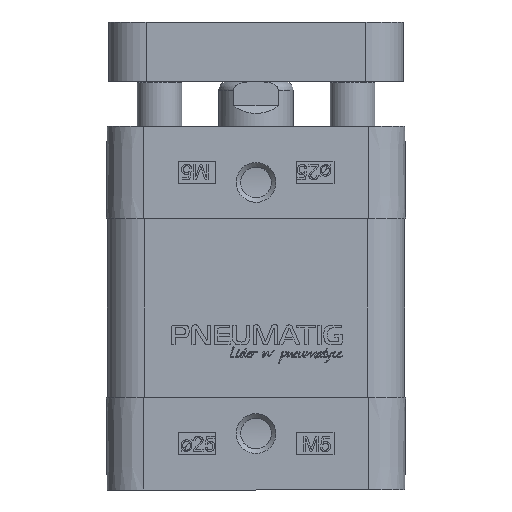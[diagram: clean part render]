
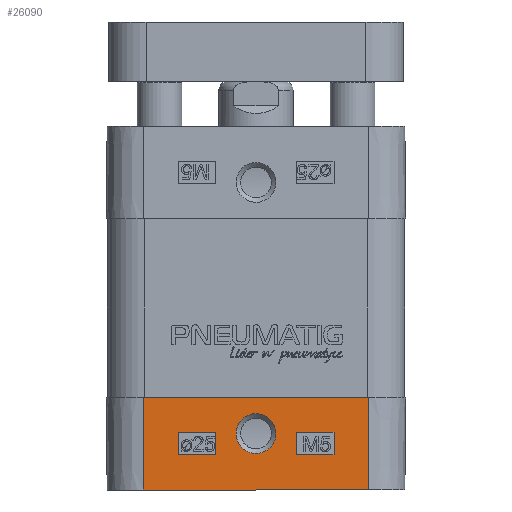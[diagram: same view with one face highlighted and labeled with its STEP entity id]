
A CAD part, left-side view. The second image highlights one B-rep face of the part: STEP entity #26090.
In plain terms, the highlighted planar face has unit normal (-1, 0, -0.009).
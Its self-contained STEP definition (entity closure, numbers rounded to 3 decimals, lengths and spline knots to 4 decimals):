
#1044=LINE($,#34764,#3069);
#1047=LINE($,#34770,#3072);
#1050=LINE($,#34776,#3075);
#1053=LINE($,#34780,#3078);
#1055=LINE($,#34786,#3080);
#1057=LINE($,#34790,#3082);
#1059=LINE($,#34794,#3084);
#1061=LINE($,#34797,#3086);
#1063=LINE($,#34911,#3088);
#1064=LINE($,#34913,#3089);
#1065=LINE($,#34915,#3090);
#1066=LINE($,#34916,#3091);
#3069=VECTOR($,#29387,0.3);
#3072=VECTOR($,#29392,0.5);
#3075=VECTOR($,#29397,0.3);
#3078=VECTOR($,#29402,0.5);
#3080=VECTOR($,#29408,0.3);
#3082=VECTOR($,#29412,0.5);
#3084=VECTOR($,#29416,0.3);
#3086=VECTOR($,#29420,0.5);
#3088=VECTOR($,#29428,3.03);
#3089=VECTOR($,#29429,1.25);
#3090=VECTOR($,#29430,3.03);
#3091=VECTOR($,#29431,1.25);
#4930=B_SPLINE_CURVE_WITH_KNOTS($,3,(#34864,#34865,#34866,#34867,#34868,
#34869,#34870,#34871,#34872,#34873,#34874,#34875,#34876,#34877,#34878,#34879,
#34880,#34881,#34882,#34883,#34884,#34885,#34886,#34887,#34888,#34889,#34890,
#34891,#34892,#34893,#34894,#34895,#34896,#34897,#34898,#34899,#34900,#34901,
#34902,#34903,#34904,#34905,#34906),.UNSPECIFIED.,.T.,.F.,(4,3,3,3,3,3,
3,3,3,3,3,3,3,3,4),(0.,0.1199,0.2751,0.4271,
0.6322,0.7377,0.9144,0.9848,
1.124,1.3056,1.51,1.6038,1.769,
1.8426,1.9625),.UNSPECIFIED.);
#6680=PLANE($,#27669);
#7146=FACE_BOUND($,#9114,.T.);
#7147=FACE_BOUND($,#9115,.T.);
#7148=FACE_BOUND($,#9116,.T.);
#7542=FACE_OUTER_BOUND($,#9113,.T.);
#9113=EDGE_LOOP($,(#18720,#18721,#18722,#18723));
#9114=EDGE_LOOP($,(#18724,#18725,#18726,#18727));
#9115=EDGE_LOOP($,(#18728,#18729,#18730,#18731));
#9116=EDGE_LOOP($,(#18732));
#11439=VERTEX_POINT($,#34761);
#11440=VERTEX_POINT($,#34763);
#11442=VERTEX_POINT($,#34769);
#11444=VERTEX_POINT($,#34775);
#11445=VERTEX_POINT($,#34783);
#11446=VERTEX_POINT($,#34785);
#11447=VERTEX_POINT($,#34789);
#11448=VERTEX_POINT($,#34793);
#11449=VERTEX_POINT($,#34839);
#11451=VERTEX_POINT($,#34909);
#11452=VERTEX_POINT($,#34910);
#11453=VERTEX_POINT($,#34912);
#11454=VERTEX_POINT($,#34914);
#14271=EDGE_CURVE($,#11440,#11439,#1044,.T.);
#14274=EDGE_CURVE($,#11442,#11440,#1047,.T.);
#14277=EDGE_CURVE($,#11444,#11442,#1050,.T.);
#14280=EDGE_CURVE($,#11439,#11444,#1053,.T.);
#14282=EDGE_CURVE($,#11446,#11445,#1055,.T.);
#14284=EDGE_CURVE($,#11447,#11446,#1057,.T.);
#14286=EDGE_CURVE($,#11448,#11447,#1059,.T.);
#14288=EDGE_CURVE($,#11445,#11448,#1061,.T.);
#14291=EDGE_CURVE($,#11449,#11449,#4930,.T.);
#14292=EDGE_CURVE($,#11451,#11452,#1063,.T.);
#14293=EDGE_CURVE($,#11453,#11452,#1064,.T.);
#14294=EDGE_CURVE($,#11453,#11454,#1065,.T.);
#14295=EDGE_CURVE($,#11454,#11451,#1066,.T.);
#18720=ORIENTED_EDGE($,*,*,#14292,.T.);
#18721=ORIENTED_EDGE($,*,*,#14293,.F.);
#18722=ORIENTED_EDGE($,*,*,#14294,.T.);
#18723=ORIENTED_EDGE($,*,*,#14295,.T.);
#18724=ORIENTED_EDGE($,*,*,#14271,.T.);
#18725=ORIENTED_EDGE($,*,*,#14280,.T.);
#18726=ORIENTED_EDGE($,*,*,#14277,.T.);
#18727=ORIENTED_EDGE($,*,*,#14274,.T.);
#18728=ORIENTED_EDGE($,*,*,#14282,.T.);
#18729=ORIENTED_EDGE($,*,*,#14288,.T.);
#18730=ORIENTED_EDGE($,*,*,#14286,.T.);
#18731=ORIENTED_EDGE($,*,*,#14284,.T.);
#18732=ORIENTED_EDGE($,*,*,#14291,.F.);
#26090=ADVANCED_FACE($,(#7542,#7146,#7147,#7148),#6680,.T.);
#27669=AXIS2_PLACEMENT_3D($,#34908,#29426,#29427);
#29387=DIRECTION($,(-0.009,0.,1.));
#29392=DIRECTION($,(0.,1.,0.));
#29397=DIRECTION($,(0.009,0.,-1.));
#29402=DIRECTION($,(0.,-1.,0.));
#29408=DIRECTION($,(-0.009,0.,1.));
#29412=DIRECTION($,(0.,1.,0.));
#29416=DIRECTION($,(0.009,0.,-1.));
#29420=DIRECTION($,(0.,-1.,0.));
#29426=DIRECTION('center_axis',(-1.,0.,-0.009));
#29427=DIRECTION('ref_axis',(-0.009,0.,1.));
#29428=DIRECTION($,(0.,-1.,0.));
#29429=DIRECTION($,(0.009,0.,-1.));
#29430=DIRECTION($,(0.,1.,0.));
#29431=DIRECTION($,(0.009,0.,-1.));
#34761=CARTESIAN_POINT('',(-2.0109,-0.55,0.775));
#34763=CARTESIAN_POINT('',(-2.0082,-0.55,0.475));
#34764=CARTESIAN_POINT($,(-2.0082,-0.55,0.475));
#34769=CARTESIAN_POINT('',(-2.0082,-1.05,0.475));
#34770=CARTESIAN_POINT($,(-2.0082,-1.05,0.475));
#34775=CARTESIAN_POINT('',(-2.0109,-1.05,0.775));
#34776=CARTESIAN_POINT($,(-2.0109,-1.05,0.775));
#34780=CARTESIAN_POINT($,(-2.0109,-0.55,0.775));
#34783=CARTESIAN_POINT('',(-2.0109,1.05,0.775));
#34785=CARTESIAN_POINT('',(-2.0082,1.05,0.475));
#34786=CARTESIAN_POINT($,(-2.0082,1.05,0.475));
#34789=CARTESIAN_POINT('',(-2.0082,0.55,0.475));
#34790=CARTESIAN_POINT($,(-2.0082,0.55,0.475));
#34793=CARTESIAN_POINT('',(-2.0109,0.55,0.775));
#34794=CARTESIAN_POINT($,(-2.0109,0.55,0.775));
#34797=CARTESIAN_POINT($,(-2.0109,1.05,0.775));
#34839=CARTESIAN_POINT('',(-2.0131,-0.0001,1.0269));
#34864=CARTESIAN_POINT('Ctrl Pts',(-2.0084,-0.0002,
0.4925));
#34865=CARTESIAN_POINT('Ctrl Pts',(-2.0084,-0.0401,
0.4924));
#34866=CARTESIAN_POINT('Ctrl Pts',(-2.0085,-0.0812,
0.5015));
#34867=CARTESIAN_POINT('Ctrl Pts',(-2.0086,-0.1161,
0.5183));
#34868=CARTESIAN_POINT('Ctrl Pts',(-2.0088,-0.1614,
0.54));
#34869=CARTESIAN_POINT('Ctrl Pts',(-2.009,-0.1896,
0.5676));
#34870=CARTESIAN_POINT('Ctrl Pts',(-2.0093,-0.2129,
0.5984));
#34871=CARTESIAN_POINT('Ctrl Pts',(-2.0096,-0.2357,
0.6287));
#34872=CARTESIAN_POINT('Ctrl Pts',(-2.0099,-0.2523,
0.6637));
#34873=CARTESIAN_POINT('Ctrl Pts',(-2.0102,-0.2606,
0.7));
#34874=CARTESIAN_POINT('Ctrl Pts',(-2.0106,-0.2718,
0.7489));
#34875=CARTESIAN_POINT('Ctrl Pts',(-2.0111,-0.2683,
0.802));
#34876=CARTESIAN_POINT('Ctrl Pts',(-2.0115,-0.2513,
0.8502));
#34877=CARTESIAN_POINT('Ctrl Pts',(-2.0117,-0.2425,
0.875));
#34878=CARTESIAN_POINT('Ctrl Pts',(-2.012,-0.2296,
0.9008));
#34879=CARTESIAN_POINT('Ctrl Pts',(-2.0122,-0.2094,
0.9262));
#34880=CARTESIAN_POINT('Ctrl Pts',(-2.0125,-0.1755,
0.9688));
#34881=CARTESIAN_POINT('Ctrl Pts',(-2.0128,-0.1233,
1.003));
#34882=CARTESIAN_POINT('Ctrl Pts',(-2.013,-0.0678,
1.0178));
#34883=CARTESIAN_POINT('Ctrl Pts',(-2.013,-0.0457,
1.0238));
#34884=CARTESIAN_POINT('Ctrl Pts',(-2.0131,-0.0223,
1.0269));
#34885=CARTESIAN_POINT('Ctrl Pts',(-2.0131,-0.0001,
1.0269));
#34886=CARTESIAN_POINT('Ctrl Pts',(-2.0131,0.044,
1.0269));
#34887=CARTESIAN_POINT('Ctrl Pts',(-2.013,0.0779,
1.0168));
#34888=CARTESIAN_POINT('Ctrl Pts',(-2.0128,0.1078,
1.0036));
#34889=CARTESIAN_POINT('Ctrl Pts',(-2.0127,0.1469,0.9863));
#34890=CARTESIAN_POINT('Ctrl Pts',(-2.0125,0.1817,
0.9605));
#34891=CARTESIAN_POINT('Ctrl Pts',(-2.0122,0.2091,
0.9262));
#34892=CARTESIAN_POINT('Ctrl Pts',(-2.0118,0.24,
0.8875));
#34893=CARTESIAN_POINT('Ctrl Pts',(-2.0114,0.2619,
0.8341));
#34894=CARTESIAN_POINT('Ctrl Pts',(-2.0109,0.2665,
0.7803));
#34895=CARTESIAN_POINT('Ctrl Pts',(-2.0107,0.2686,
0.7557));
#34896=CARTESIAN_POINT('Ctrl Pts',(-2.0105,0.2677,0.7289));
#34897=CARTESIAN_POINT('Ctrl Pts',(-2.0102,0.2611,
0.6999));
#34898=CARTESIAN_POINT('Ctrl Pts',(-2.0098,0.2494,
0.6489));
#34899=CARTESIAN_POINT('Ctrl Pts',(-2.0093,0.2188,
0.597));
#34900=CARTESIAN_POINT('Ctrl Pts',(-2.009,0.1774,
0.5599));
#34901=CARTESIAN_POINT('Ctrl Pts',(-2.0088,0.159,
0.5434));
#34902=CARTESIAN_POINT('Ctrl Pts',(-2.0087,0.1383,0.5294));
#34903=CARTESIAN_POINT('Ctrl Pts',(-2.0086,0.116,
0.5186));
#34904=CARTESIAN_POINT('Ctrl Pts',(-2.0085,0.0797,
0.5012));
#34905=CARTESIAN_POINT('Ctrl Pts',(-2.0084,0.0398,
0.4926));
#34906=CARTESIAN_POINT('Ctrl Pts',(-2.0084,-0.0002,
0.4925));
#34908=CARTESIAN_POINT('Origin',(-2.015,1.515,1.25));
#34909=CARTESIAN_POINT('',(-2.0041,1.515,0.));
#34910=CARTESIAN_POINT('',(-2.0041,-1.515,0.));
#34911=CARTESIAN_POINT($,(-2.0041,1.515,0.));
#34912=CARTESIAN_POINT('',(-2.015,-1.515,1.25));
#34913=CARTESIAN_POINT($,(-2.015,-1.515,1.25));
#34914=CARTESIAN_POINT('',(-2.015,1.515,1.25));
#34915=CARTESIAN_POINT($,(-2.015,-1.515,1.25));
#34916=CARTESIAN_POINT($,(-2.015,1.515,1.25));
